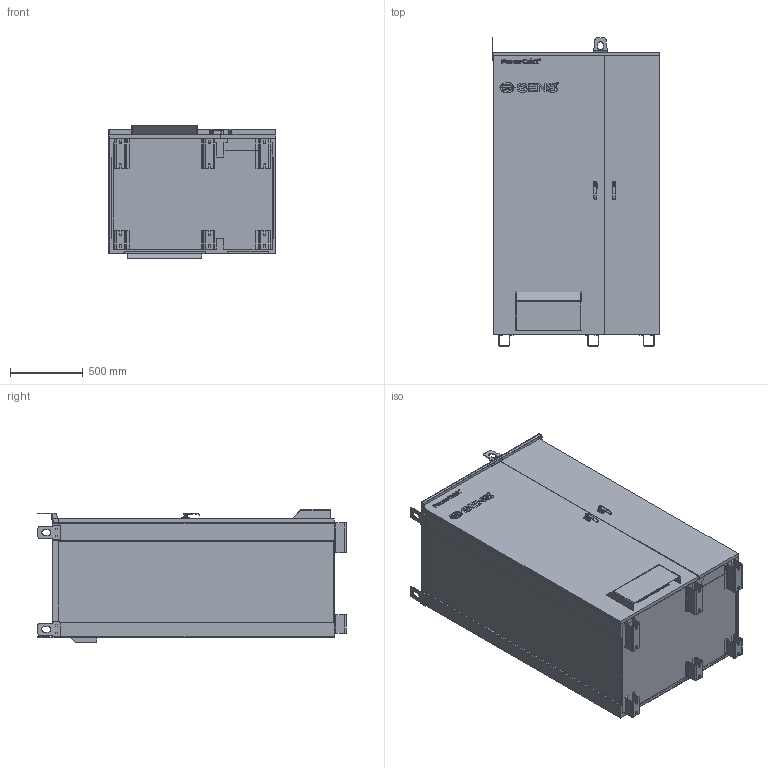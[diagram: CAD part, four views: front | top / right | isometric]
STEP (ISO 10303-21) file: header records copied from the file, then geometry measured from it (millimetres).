
FILE_DESCRIPTION (( 'STEP AP214' ), '1' );
FILE_NAME ('FH 10 VRLA 1 EDC.STEP', '2024-12-05T20:59:02', ( '' ), ( '' ), 'SwSTEP 2.0', 'SolidWorks 2022', '' );
FILE_SCHEMA (( 'AUTOMOTIVE_DESIGN' ));
Length unit declared in the file: inch
Products named in the file (32): 92-41-522_L-HANDLE(wlblack)^907964; Part7^FH 10 VRLA 1 EDC Simple; 16-07-51; Assem7^FH 10 VRLA 1 EDC Simple; 907964; e^FH 10 VRLA 1 EDC Simple; Simplified Hood; Small Door^FH 10 VRLA 1 EDC Simple; 92-41-522_SLOTTED_HEX_M4 x 10^907964; 16-21-02; FH 10 VRLA 1 EDC; Large Door^FH 10 VRLA 1 EDC Simple; 808949_GRAPHIC; BMF-12V200AH-FT-ST_Hoppecke; 14-07-73_SIMPLIFIED; 92-41-522_ESCUTCHEON(black)^907964; shaft-92-41-522^907964; Part10^FH 10 VRLA 1 EDC Simple; Part9^FH 10 VRLA 1 EDC Simple; 92-41-522_lockwasher internal tooth^907964; 92-41-522_washer^907964; 16-07-63; FRAME BLOCK^FH 10 VRLA 1 EDC Simple; Copy of Copy of Assem6^FH 10 VRLA 1 EDC Simple; 92-41-522_gasket^907964; 16-21-01_FOR SIM; Simplified Roof 45; 92-41-522_lock plug(BLACK)^907964; 16-04-04-01; Copy of Copy of Copy of Part10^FH 10 VRLA 1 EDC Simple; 92-41-522_nut^907964; NUT 92-41-522^907964
Assembly tree (47 placements, depth 4):
  e^FH 10 VRLA 1 EDC Simple
  FH 10 VRLA 1 EDC
    FRAME BLOCK^FH 10 VRLA 1 EDC Simple
    Part7^FH 10 VRLA 1 EDC Simple  x2
    Part9^FH 10 VRLA 1 EDC Simple
    BMF-12V200AH-FT-ST_Hoppecke  x10
    808949_GRAPHIC
    14-07-73_SIMPLIFIED
    Copy of Copy of Copy of Part10^FH 10 VRLA 1 EDC Simple
    Large Door^FH 10 VRLA 1 EDC Simple
    Small Door^FH 10 VRLA 1 EDC Simple
    Part10^FH 10 VRLA 1 EDC Simple
    16-07-51
    16-07-63  x2
    Simplified Roof 45
    Simplified Hood
    Copy of Copy of Assem6^FH 10 VRLA 1 EDC Simple
      907964  x2
        92-41-522_ESCUTCHEON(black)^907964
        92-41-522_L-HANDLE(wlblack)^907964
        shaft-92-41-522^907964
        NUT 92-41-522^907964
        92-41-522_lockwasher internal tooth^907964
        92-41-522_SLOTTED_HEX_M4 x 10^907964
        92-41-522_nut^907964
        92-41-522_washer^907964
        92-41-522_gasket^907964
        92-41-522_lock plug(BLACK)^907964
    16-04-04-01
    Assem7^FH 10 VRLA 1 EDC Simple
      16-21-01_FOR SIM  x2
      16-21-02  x2
Bounding box: 1153.14 x 2115.29 x 914.91 mm (x, y, z)
Volume: 473628171 mm3; surface area: 36095689.6 mm2
Topology: 59 solids, 59 shells, 6737 faces, 18616 edges, 12144 vertices
Faces by surface type: plane 5077, cylinder 1051, bspline 347, cone 116, torus 106, sphere 40
Entity records: 213878 total; most frequent: CARTESIAN_POINT 47538, ORIENTED_EDGE 32434, DIRECTION 27853, EDGE_CURVE 16217, VECTOR 14099, LINE 14099, VERTEX_POINT 10683, EDGE_LOOP 7182
